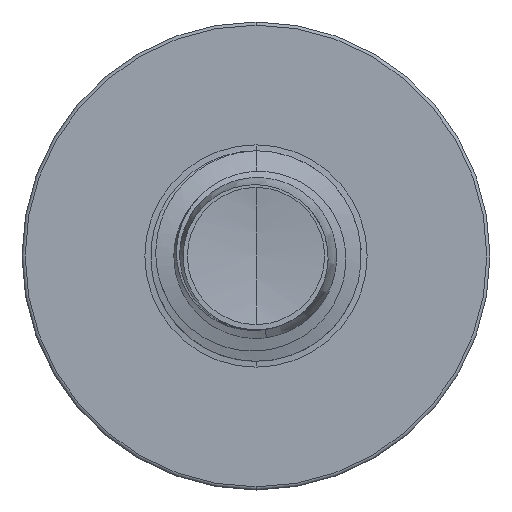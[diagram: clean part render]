
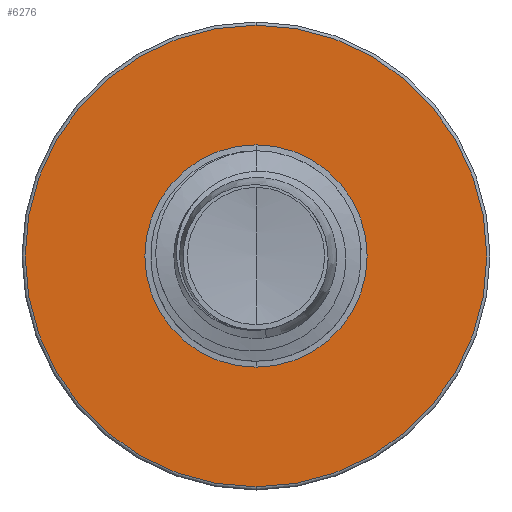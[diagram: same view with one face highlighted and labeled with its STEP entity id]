
A CAD part, front view. The second image highlights one B-rep face of the part: STEP entity #6276.
In plain terms, the highlighted planar face has unit normal (0, -1, 0).
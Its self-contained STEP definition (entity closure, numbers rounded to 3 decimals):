
#230 = VERTEX_POINT ( 'NONE', #9507 ) ;
#512 = CARTESIAN_POINT ( 'NONE',  ( 0., 4., -2.375 ) ) ;
#519 = DIRECTION ( 'NONE',  ( 0., 0., 1. ) ) ;
#720 = PLANE ( 'NONE',  #5293 ) ;
#1360 = CARTESIAN_POINT ( 'NONE',  ( 0., 4., 0. ) ) ;
#2183 = ORIENTED_EDGE ( 'NONE', *, *, #9828, .T. ) ;
#2277 = FACE_OUTER_BOUND ( 'NONE', #7597, .T. ) ;
#2440 = DIRECTION ( 'NONE',  ( 0., 0., 1. ) ) ;
#2591 = CARTESIAN_POINT ( 'NONE',  ( 0., 4., -2.375 ) ) ;
#3067 = ORIENTED_EDGE ( 'NONE', *, *, #8317, .F. ) ;
#3963 = DIRECTION ( 'NONE',  ( 0., 0., 1. ) ) ;
#4057 = VERTEX_POINT ( 'NONE', #14011 ) ;
#4150 = CARTESIAN_POINT ( 'NONE',  ( 0., 4., 0. ) ) ;
#4668 = CARTESIAN_POINT ( 'NONE',  ( 0., 4., 2.375 ) ) ;
#4744 = AXIS2_PLACEMENT_3D ( 'NONE', #1360, #8929, #2440 ) ;
#4867 = CARTESIAN_POINT ( 'NONE',  ( 0., 4., 0. ) ) ;
#5231 = DIRECTION ( 'NONE',  ( 0., 0., 1. ) ) ;
#5293 = AXIS2_PLACEMENT_3D ( 'NONE', #2591, #10579, #3963 ) ;
#5392 = EDGE_CURVE ( 'NONE', #230, #4057, #13817, .T. ) ;
#5974 = DIRECTION ( 'NONE',  ( 0., 0., 1. ) ) ;
#5982 = ORIENTED_EDGE ( 'NONE', *, *, #5392, .F. ) ;
#5997 = VERTEX_POINT ( 'NONE', #4668 ) ;
#6011 = CIRCLE ( 'NONE', #14104, 4.933 ) ;
#6098 = EDGE_LOOP ( 'NONE', ( #2183, #13788 ) ) ;
#6276 = ADVANCED_FACE ( 'NONE', ( #2277, #11079 ), #720, .F. ) ;
#6982 = DIRECTION ( 'NONE',  ( 0., 1., 0. ) ) ;
#7129 = EDGE_CURVE ( 'NONE', #11407, #5997, #13123, .T. ) ;
#7597 = EDGE_LOOP ( 'NONE', ( #5982, #3067 ) ) ;
#8317 = EDGE_CURVE ( 'NONE', #4057, #230, #6011, .T. ) ;
#8929 = DIRECTION ( 'NONE',  ( 0., 1., 0. ) ) ;
#9426 = AXIS2_PLACEMENT_3D ( 'NONE', #13636, #6982, #519 ) ;
#9507 = CARTESIAN_POINT ( 'NONE',  ( 0., 4., 4.933 ) ) ;
#9828 = EDGE_CURVE ( 'NONE', #5997, #11407, #13617, .T. ) ;
#10579 = DIRECTION ( 'NONE',  ( 0., 1., 0. ) ) ;
#11079 = FACE_BOUND ( 'NONE', #6098, .T. ) ;
#11407 = VERTEX_POINT ( 'NONE', #512 ) ;
#11841 = AXIS2_PLACEMENT_3D ( 'NONE', #4150, #11894, #5231 ) ;
#11894 = DIRECTION ( 'NONE',  ( 0., 1., 0. ) ) ;
#12630 = DIRECTION ( 'NONE',  ( 0., 1., 0. ) ) ;
#13123 = CIRCLE ( 'NONE', #9426, 2.375 ) ;
#13617 = CIRCLE ( 'NONE', #11841, 2.375 ) ;
#13636 = CARTESIAN_POINT ( 'NONE',  ( 0., 4., 0. ) ) ;
#13788 = ORIENTED_EDGE ( 'NONE', *, *, #7129, .T. ) ;
#13817 = CIRCLE ( 'NONE', #4744, 4.933 ) ;
#14011 = CARTESIAN_POINT ( 'NONE',  ( 0., 4., -4.932 ) ) ;
#14104 = AXIS2_PLACEMENT_3D ( 'NONE', #4867, #12630, #5974 ) ;
